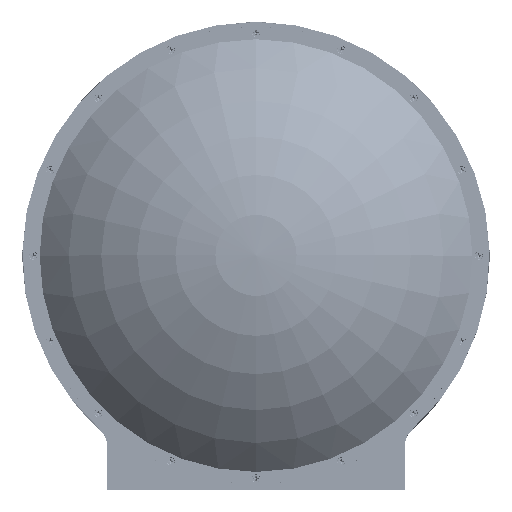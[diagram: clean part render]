
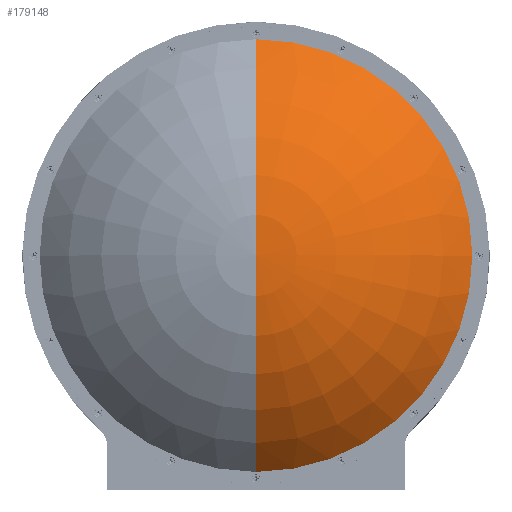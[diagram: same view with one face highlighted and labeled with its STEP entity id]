
A CAD part, top view. The second image highlights one B-rep face of the part: STEP entity #179148.
In plain terms, the highlighted toroidal (fillet/blend) face has major radius 5.194 mm and minor radius 195.644 mm.
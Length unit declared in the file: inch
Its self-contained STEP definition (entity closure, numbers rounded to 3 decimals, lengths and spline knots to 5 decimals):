
#6103 = VERTEX_POINT ( 'NONE', #154593 ) ;
#8293 = VERTEX_POINT ( 'NONE', #80881 ) ;
#13115 = AXIS2_PLACEMENT_3D ( 'NONE', #112005, #66783, #129092 ) ;
#22020 = EDGE_CURVE ( 'NONE', #6103, #73291, #66708, .T. ) ;
#26315 = CARTESIAN_POINT ( 'NONE',  ( 0., 0., 6.9952 ) ) ;
#27760 = AXIS2_PLACEMENT_3D ( 'NONE', #193489, #190798, #98806 ) ;
#30449 = DIRECTION ( 'NONE',  ( 0., -1., 0. ) ) ;
#46214 = EDGE_CURVE ( 'NONE', #8293, #73291, #126087, .T. ) ;
#66708 = CIRCLE ( 'NONE', #27760, 7.70252 ) ;
#66783 = DIRECTION ( 'NONE',  ( 1., 0., 0. ) ) ;
#70083 = ORIENTED_EDGE ( 'NONE', *, *, #81035, .T. ) ;
#70791 = AXIS2_PLACEMENT_3D ( 'NONE', #90543, #166705, #135122 ) ;
#73291 = VERTEX_POINT ( 'NONE', #108992 ) ;
#80881 = CARTESIAN_POINT ( 'NONE',  ( 0., 6.0207, 12.045 ) ) ;
#81035 = EDGE_CURVE ( 'NONE', #6103, #8293, #157314, .T. ) ;
#90543 = CARTESIAN_POINT ( 'NONE',  ( 0., 0., 12.045 ) ) ;
#98806 = DIRECTION ( 'NONE',  ( 0., 0., 1. ) ) ;
#108992 = CARTESIAN_POINT ( 'NONE',  ( 0., 0., 14.695 ) ) ;
#112005 = CARTESIAN_POINT ( 'NONE',  ( 0., 0.20449, 6.9952 ) ) ;
#126087 = CIRCLE ( 'NONE', #13115, 7.70252 ) ;
#129092 = DIRECTION ( 'NONE',  ( 0., 1., 0. ) ) ;
#132444 = ORIENTED_EDGE ( 'NONE', *, *, #46214, .T. ) ;
#135122 = DIRECTION ( 'NONE',  ( 0., -1., 0. ) ) ;
#150388 = DIRECTION ( 'NONE',  ( 0., 0., 1. ) ) ;
#154593 = CARTESIAN_POINT ( 'NONE',  ( 0., -6.0207, 12.045 ) ) ;
#155990 = FACE_OUTER_BOUND ( 'NONE', #200430, .T. ) ;
#157314 = CIRCLE ( 'NONE', #70791, 6.0207 ) ;
#165276 = AXIS2_PLACEMENT_3D ( 'NONE', #26315, #150388, #30449 ) ;
#166705 = DIRECTION ( 'NONE',  ( 0., 0., 1. ) ) ;
#179148 = ADVANCED_FACE ( 'NONE', ( #155990 ), #180594, .T. ) ;
#180594 = TOROIDAL_SURFACE ( 'NONE', #165276, 0.20449, 7.70252 ) ;
#190798 = DIRECTION ( 'NONE',  ( -1., 0., 0. ) ) ;
#193489 = CARTESIAN_POINT ( 'NONE',  ( 0., -0.20449, 6.9952 ) ) ;
#194155 = ORIENTED_EDGE ( 'NONE', *, *, #22020, .F. ) ;
#200430 = EDGE_LOOP ( 'NONE', ( #70083, #132444, #194155 ) ) ;
